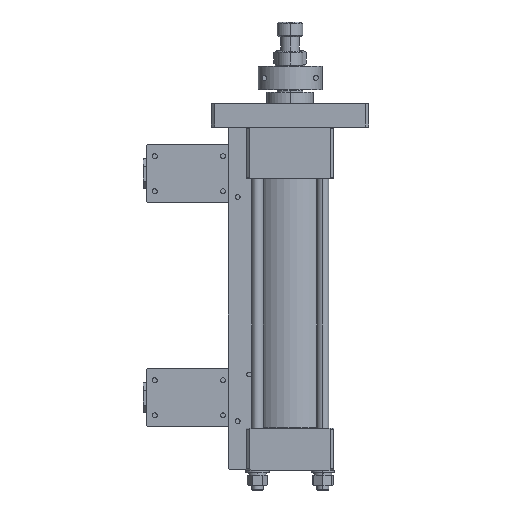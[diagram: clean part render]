
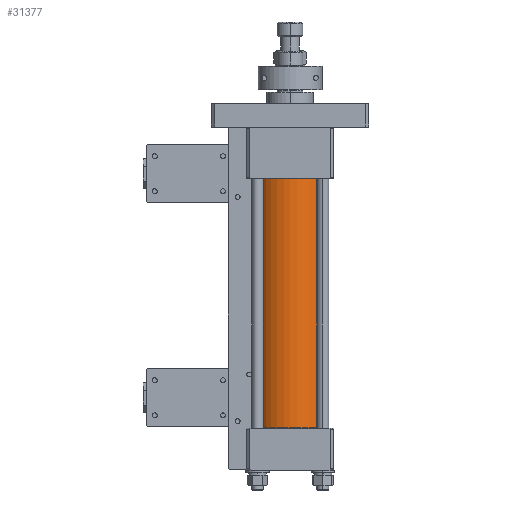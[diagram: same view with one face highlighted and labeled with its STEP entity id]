
A CAD part, front view. The second image highlights one B-rep face of the part: STEP entity #31377.
In plain terms, the highlighted cylindrical face has radius 32.5 mm (diameter 65 mm), a partial arc.
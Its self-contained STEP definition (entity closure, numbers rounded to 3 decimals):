
#9135 = CIRCLE ( 'NONE', #9191, 32.5 ) ;
#9186 = CARTESIAN_POINT ( 'NONE',  ( -0.5, 0., -32.5 ) ) ;
#9187 = CARTESIAN_POINT ( 'NONE',  ( -0.5, 0., 32.5 ) ) ;
#9188 = DIRECTION ( 'NONE',  ( 0., 0., 1. ) ) ;
#9189 = DIRECTION ( 'NONE',  ( -1., 0., 0. ) ) ;
#9190 = CARTESIAN_POINT ( 'NONE',  ( -0.5, 0., 0. ) ) ;
#9191 = AXIS2_PLACEMENT_3D ( 'NONE', #9190, #9189, #9188 ) ;
#9257 = DIRECTION ( 'NONE',  ( -1., 0., 0. ) ) ;
#9258 = VECTOR ( 'NONE', #9257, 1000. ) ;
#9259 = CARTESIAN_POINT ( 'NONE',  ( -154., 0., -32.5 ) ) ;
#9260 = LINE ( 'NONE', #9259, #9258 ) ;
#9286 = CARTESIAN_POINT ( 'NONE',  ( -213.5, 0., 32.5 ) ) ;
#9315 = DIRECTION ( 'NONE',  ( -1., 0., 0. ) ) ;
#9316 = VECTOR ( 'NONE', #9315, 1000. ) ;
#9317 = CARTESIAN_POINT ( 'NONE',  ( -154., 0., 32.5 ) ) ;
#9318 = LINE ( 'NONE', #9317, #9316 ) ;
#9331 = DIRECTION ( 'NONE',  ( 0., 0., 1. ) ) ;
#9332 = DIRECTION ( 'NONE',  ( -1., 0., 0. ) ) ;
#9333 = CARTESIAN_POINT ( 'NONE',  ( -154., 0., 0. ) ) ;
#9334 = AXIS2_PLACEMENT_3D ( 'NONE', #9333, #9332, #9331 ) ;
#9335 = CYLINDRICAL_SURFACE ( 'NONE', #9334, 32.5 ) ;
#9337 = FACE_OUTER_BOUND ( 'NONE', #31297, .T. ) ;
#9342 = CARTESIAN_POINT ( 'NONE',  ( -213.5, 0., -32.5 ) ) ;
#9343 = DIRECTION ( 'NONE',  ( 0., 0., 1. ) ) ;
#9344 = DIRECTION ( 'NONE',  ( -1., 0., 0. ) ) ;
#9345 = CARTESIAN_POINT ( 'NONE',  ( -213.5, 0., 0. ) ) ;
#9346 = AXIS2_PLACEMENT_3D ( 'NONE', #9345, #9344, #9343 ) ;
#9347 = CIRCLE ( 'NONE', #9346, 32.5 ) ;
#31297 = EDGE_LOOP ( 'NONE', ( #31298, #31353, #31355, #31356 ) ) ;
#31298 = ORIENTED_EDGE ( 'NONE', *, *, #31299, .T. ) ;
#31299 = EDGE_CURVE ( '����6', #31300, #31301, #9135, .T. ) ;
#31300 = VERTEX_POINT ( 'NONE', #9187 ) ;
#31301 = VERTEX_POINT ( 'NONE', #9186 ) ;
#31353 = ORIENTED_EDGE ( 'NONE', *, *, #31354, .T. ) ;
#31354 = EDGE_CURVE ( 'NONE', #31301, #31374, #9260, .T. ) ;
#31355 = ORIENTED_EDGE ( 'NONE', *, *, #31373, .F. ) ;
#31356 = ORIENTED_EDGE ( 'NONE', *, *, #31357, .F. ) ;
#31357 = EDGE_CURVE ( 'NONE', #31300, #31371, #9318, .T. ) ;
#31371 = VERTEX_POINT ( 'NONE', #9286 ) ;
#31373 = EDGE_CURVE ( '����8', #31371, #31374, #9347, .T. ) ;
#31374 = VERTEX_POINT ( 'NONE', #9342 ) ;
#31377 = ADVANCED_FACE ( '��4', ( #9337 ), #9335, .T. ) ;
